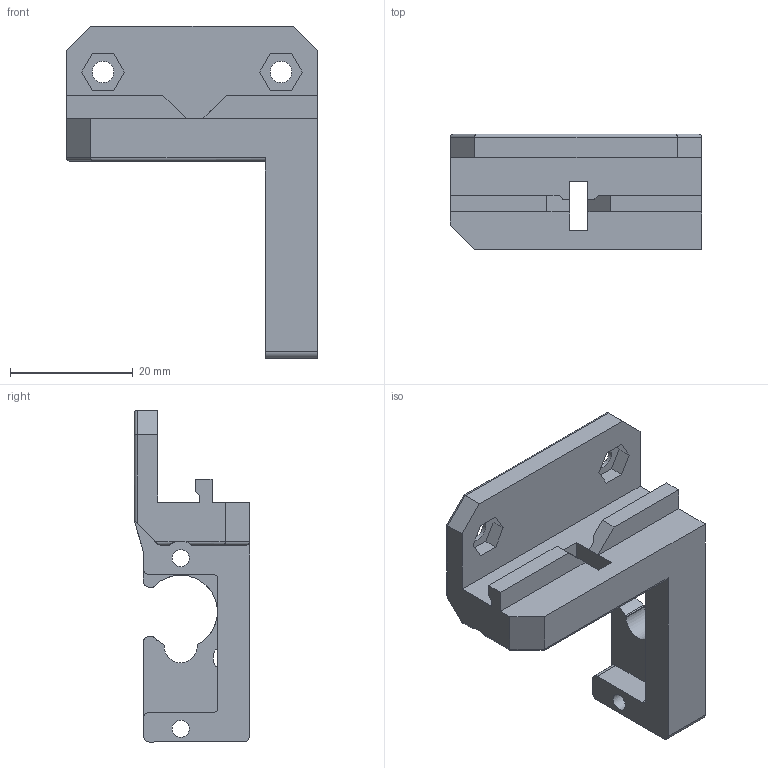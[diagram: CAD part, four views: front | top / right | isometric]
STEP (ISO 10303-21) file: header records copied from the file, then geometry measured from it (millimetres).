
FILE_DESCRIPTION(/* description */ (''),/* implementation_level */ '2;1');
FILE_NAME(/* name */ 'RailMount.step',/* time_stamp */ '2021-11-29T16:59:40+01:00',/* author */ (''),/* organization */ (''),/* preprocessor_version */ 'ST-DEVELOPER v18.1',/* originating_system */ 'Autodesk Translation Framework v10.10.0.1391',/* authorisation */ '');
FILE_SCHEMA (('AUTOMOTIVE_DESIGN { 1 0 10303 214 3 1 1 }'));
Length unit declared in the file: millimetre
Products named in the file (1): RailMount
Bounding box: 41 x 18.8 x 54.1 mm (x, y, z)
Volume: 10018.1 mm3; surface area: 5964.4 mm2
Topology: 1 solids, 1 shells, 175 faces, 488 edges, 322 vertices
Faces by surface type: plane 91, bspline 48, cylinder 36
Full cylindrical faces by diameter (mm): 2.8 x4, 3.5 x2, 4.4 x1, 6 x2
Entity records: 5929 total; most frequent: CARTESIAN_POINT 1641, ORIENTED_EDGE 976, DIRECTION 715, EDGE_CURVE 488, VERTEX_POINT 322, LINE 319, VECTOR 319, AXIS2_PLACEMENT_3D 198
